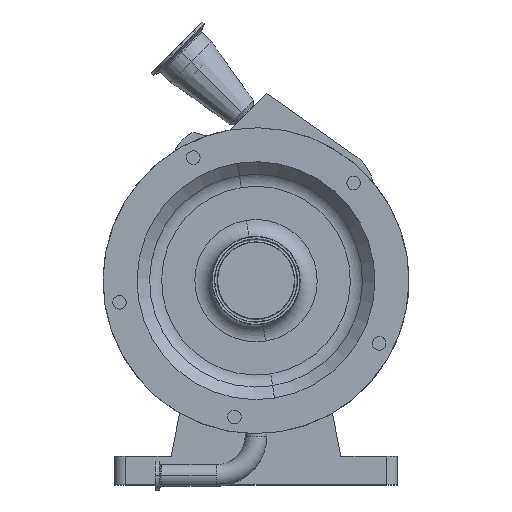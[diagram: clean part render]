
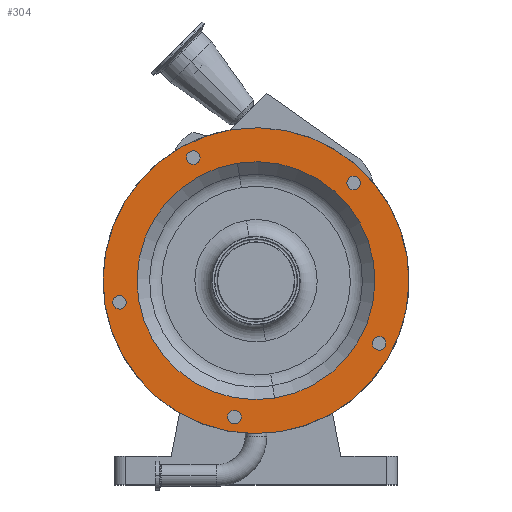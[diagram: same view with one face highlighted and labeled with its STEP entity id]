
A CAD part, top view. The second image highlights one B-rep face of the part: STEP entity #304.
In plain terms, the highlighted planar face has unit normal (0, 0, 1).
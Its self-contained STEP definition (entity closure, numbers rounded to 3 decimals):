
#31 = CARTESIAN_POINT ( 'NONE',  ( 90.51, 82.024, 200. ) ) ;
#34 = CARTESIAN_POINT ( 'NONE',  ( -60.733, 105.979, 200. ) ) ;
#122 = EDGE_LOOP ( 'NONE', ( #349, #356 ) ) ;
#241 = EDGE_CURVE ( 'NONE', #2562, #2481, #8653, .T. ) ;
#269 = EDGE_CURVE ( 'NONE', #2558, #2594, #8708, .T. ) ;
#272 = EDGE_CURVE ( 'NONE', #2556, #2557, #8727, .T. ) ;
#295 = ORIENTED_EDGE ( 'NONE', *, *, #2433, .F. ) ;
#296 = EDGE_CURVE ( 'NONE', #2458, #2399, #8764, .T. ) ;
#297 = EDGE_LOOP ( 'NONE', ( #368, #299 ) ) ;
#298 = ORIENTED_EDGE ( 'NONE', *, *, #241, .F. ) ;
#299 = ORIENTED_EDGE ( 'NONE', *, *, #2603, .F. ) ;
#303 = EDGE_LOOP ( 'NONE', ( #334, #295 ) ) ;
#304 = ADVANCED_FACE ( 'NONE', ( #8857, #8856, #8871, #8869, #8860, #8870, #8849 ), #8861, .F. ) ;
#305 = ORIENTED_EDGE ( 'NONE', *, *, #2573, .F. ) ;
#306 = EDGE_LOOP ( 'NONE', ( #366, #375 ) ) ;
#316 = ORIENTED_EDGE ( 'NONE', *, *, #272, .F. ) ;
#323 = EDGE_CURVE ( 'NONE', #2425, #2446, #8807, .T. ) ;
#330 = ORIENTED_EDGE ( 'NONE', *, *, #357, .T. ) ;
#331 = ORIENTED_EDGE ( 'NONE', *, *, #2285, .T. ) ;
#334 = ORIENTED_EDGE ( 'NONE', *, *, #323, .F. ) ;
#338 = EDGE_LOOP ( 'NONE', ( #298, #305 ) ) ;
#349 = ORIENTED_EDGE ( 'NONE', *, *, #269, .F. ) ;
#351 = EDGE_CURVE ( 'NONE', #2604, #2439, #8971, .T. ) ;
#353 = EDGE_LOOP ( 'NONE', ( #316, #365 ) ) ;
#356 = ORIENTED_EDGE ( 'NONE', *, *, #2553, .F. ) ;
#357 = EDGE_CURVE ( 'NONE', #2082, #2304, #9563, .T. ) ;
#359 = EDGE_LOOP ( 'NONE', ( #331, #330 ) ) ;
#365 = ORIENTED_EDGE ( 'NONE', *, *, #2526, .F. ) ;
#366 = ORIENTED_EDGE ( 'NONE', *, *, #296, .F. ) ;
#368 = ORIENTED_EDGE ( 'NONE', *, *, #351, .F. ) ;
#375 = ORIENTED_EDGE ( 'NONE', *, *, #2392, .F. ) ;
#2082 = VERTEX_POINT ( 'NONE', #8182 ) ;
#2285 = EDGE_CURVE ( 'NONE', #2304, #2082, #8295, .T. ) ;
#2304 = VERTEX_POINT ( 'NONE', #8253 ) ;
#2392 = EDGE_CURVE ( 'NONE', #2399, #2458, #9673, .T. ) ;
#2399 = VERTEX_POINT ( 'NONE', #34 ) ;
#2425 = VERTEX_POINT ( 'NONE', #31 ) ;
#2433 = EDGE_CURVE ( 'NONE', #2446, #2425, #8900, .T. ) ;
#2439 = VERTEX_POINT ( 'NONE', #8901 ) ;
#2446 = VERTEX_POINT ( 'NONE', #8888 ) ;
#2458 = VERTEX_POINT ( 'NONE', #9183 ) ;
#2481 = VERTEX_POINT ( 'NONE', #9344 ) ;
#2526 = EDGE_CURVE ( 'NONE', #2557, #2556, #5650, .T. ) ;
#2553 = EDGE_CURVE ( 'NONE', #2594, #2558, #5778, .T. ) ;
#2556 = VERTEX_POINT ( 'NONE', #5765 ) ;
#2557 = VERTEX_POINT ( 'NONE', #5762 ) ;
#2558 = VERTEX_POINT ( 'NONE', #5766 ) ;
#2562 = VERTEX_POINT ( 'NONE', #5779 ) ;
#2573 = EDGE_CURVE ( 'NONE', #2481, #2562, #5689, .T. ) ;
#2594 = VERTEX_POINT ( 'NONE', #5833 ) ;
#2603 = EDGE_CURVE ( 'NONE', #2439, #2604, #5647, .T. ) ;
#2604 = VERTEX_POINT ( 'NONE', #5786 ) ;
#5646 = DIRECTION ( 'NONE',  ( -0.156, 0.988, 0. ) ) ;
#5647 = CIRCLE ( 'NONE', #5667, 6. ) ;
#5649 = DIRECTION ( 'NONE',  ( 0., 0., 1. ) ) ;
#5650 = CIRCLE ( 'NONE', #5656, 105. ) ;
#5656 = AXIS2_PLACEMENT_3D ( 'NONE', #5657, #5649, #5646 ) ;
#5657 = CARTESIAN_POINT ( 'NONE',  ( 0., 0., 200. ) ) ;
#5665 = CARTESIAN_POINT ( 'NONE',  ( 108.703, -55.387, 200. ) ) ;
#5667 = AXIS2_PLACEMENT_3D ( 'NONE', #5665, #5713, #5707 ) ;
#5680 = DIRECTION ( 'NONE',  ( -0.988, 0.156, 0. ) ) ;
#5686 = AXIS2_PLACEMENT_3D ( 'NONE', #5694, #5693, #5680 ) ;
#5689 = CIRCLE ( 'NONE', #5686, 6. ) ;
#5693 = DIRECTION ( 'NONE',  ( 0., 0., 1. ) ) ;
#5694 = CARTESIAN_POINT ( 'NONE',  ( -19.085, -120.498, 200. ) ) ;
#5707 = DIRECTION ( 'NONE',  ( -0.454, -0.891, 0. ) ) ;
#5713 = DIRECTION ( 'NONE',  ( 0., 0., 1. ) ) ;
#5754 = CARTESIAN_POINT ( 'NONE',  ( -120.498, -19.085, 200. ) ) ;
#5760 = DIRECTION ( 'NONE',  ( -0.156, 0.988, 0. ) ) ;
#5762 = CARTESIAN_POINT ( 'NONE',  ( 16.426, -103.707, 200. ) ) ;
#5765 = CARTESIAN_POINT ( 'NONE',  ( -16.426, 103.707, 200. ) ) ;
#5766 = CARTESIAN_POINT ( 'NONE',  ( -121.437, -13.159, 200. ) ) ;
#5768 = DIRECTION ( 'NONE',  ( 0., 0., 1. ) ) ;
#5778 = CIRCLE ( 'NONE', #5784, 6. ) ;
#5779 = CARTESIAN_POINT ( 'NONE',  ( -25.011, -119.559, 200. ) ) ;
#5784 = AXIS2_PLACEMENT_3D ( 'NONE', #5754, #5768, #5760 ) ;
#5786 = CARTESIAN_POINT ( 'NONE',  ( 105.979, -60.733, 200. ) ) ;
#5833 = CARTESIAN_POINT ( 'NONE',  ( -119.559, -25.011, 200. ) ) ;
#8182 = CARTESIAN_POINT ( 'NONE',  ( 21.119, -133.338, 200. ) ) ;
#8253 = CARTESIAN_POINT ( 'NONE',  ( -21.119, 133.338, 200. ) ) ;
#8283 = DIRECTION ( 'NONE',  ( -0.156, 0.988, 0. ) ) ;
#8284 = DIRECTION ( 'NONE',  ( 0., 0., 1. ) ) ;
#8287 = CARTESIAN_POINT ( 'NONE',  ( 0., 0., 200. ) ) ;
#8295 = CIRCLE ( 'NONE', #8300, 135. ) ;
#8300 = AXIS2_PLACEMENT_3D ( 'NONE', #8287, #8284, #8283 ) ;
#8646 = DIRECTION ( 'NONE',  ( -0.988, 0.156, 0. ) ) ;
#8647 = DIRECTION ( 'NONE',  ( 0., 0., 1. ) ) ;
#8652 = AXIS2_PLACEMENT_3D ( 'NONE', #8654, #8647, #8646 ) ;
#8653 = CIRCLE ( 'NONE', #8652, 6. ) ;
#8654 = CARTESIAN_POINT ( 'NONE',  ( -19.085, -120.498, 200. ) ) ;
#8706 = CARTESIAN_POINT ( 'NONE',  ( -120.498, -19.085, 200. ) ) ;
#8707 = DIRECTION ( 'NONE',  ( 0., 0., 1. ) ) ;
#8708 = CIRCLE ( 'NONE', #8725, 6. ) ;
#8716 = DIRECTION ( 'NONE',  ( -0.156, 0.988, 0. ) ) ;
#8718 = AXIS2_PLACEMENT_3D ( 'NONE', #8721, #8731, #8746 ) ;
#8721 = CARTESIAN_POINT ( 'NONE',  ( 0., 0., 200. ) ) ;
#8725 = AXIS2_PLACEMENT_3D ( 'NONE', #8706, #8707, #8716 ) ;
#8727 = CIRCLE ( 'NONE', #8718, 105. ) ;
#8731 = DIRECTION ( 'NONE',  ( 0., 0., 1. ) ) ;
#8744 = DIRECTION ( 'NONE',  ( 0.707, -0.707, 0. ) ) ;
#8746 = DIRECTION ( 'NONE',  ( -0.156, 0.988, 0. ) ) ;
#8764 = CIRCLE ( 'NONE', #8804, 6. ) ;
#8775 = DIRECTION ( 'NONE',  ( 0., 0., 1. ) ) ;
#8783 = DIRECTION ( 'NONE',  ( 0.891, 0.454, 0. ) ) ;
#8786 = CARTESIAN_POINT ( 'NONE',  ( -55.387, 108.703, 200. ) ) ;
#8804 = AXIS2_PLACEMENT_3D ( 'NONE', #8786, #8775, #8783 ) ;
#8807 = CIRCLE ( 'NONE', #8840, 6. ) ;
#8817 = DIRECTION ( 'NONE',  ( 0.707, -0.707, 0. ) ) ;
#8831 = CARTESIAN_POINT ( 'NONE',  ( 86.267, 86.267, 200. ) ) ;
#8835 = DIRECTION ( 'NONE',  ( 0., 0., 1. ) ) ;
#8840 = AXIS2_PLACEMENT_3D ( 'NONE', #8831, #8835, #8817 ) ;
#8843 = CARTESIAN_POINT ( 'NONE',  ( -38.52, -6.101, 200. ) ) ;
#8848 = AXIS2_PLACEMENT_3D ( 'NONE', #8843, #8866, #8865 ) ;
#8849 = FACE_BOUND ( 'NONE', #353, .T. ) ;
#8856 = FACE_BOUND ( 'NONE', #303, .T. ) ;
#8857 = FACE_BOUND ( 'NONE', #306, .T. ) ;
#8860 = FACE_BOUND ( 'NONE', #122, .T. ) ;
#8861 = PLANE ( 'NONE',  #8848 ) ;
#8865 = DIRECTION ( 'NONE',  ( 0.156, -0.988, 0. ) ) ;
#8866 = DIRECTION ( 'NONE',  ( 0., 0., -1. ) ) ;
#8869 = FACE_BOUND ( 'NONE', #338, .T. ) ;
#8870 = FACE_OUTER_BOUND ( 'NONE', #359, .T. ) ;
#8871 = FACE_BOUND ( 'NONE', #297, .T. ) ;
#8885 = DIRECTION ( 'NONE',  ( 0., 0., 1. ) ) ;
#8888 = CARTESIAN_POINT ( 'NONE',  ( 82.024, 90.51, 200. ) ) ;
#8900 = CIRCLE ( 'NONE', #8988, 6. ) ;
#8901 = CARTESIAN_POINT ( 'NONE',  ( 111.427, -50.041, 200. ) ) ;
#8944 = AXIS2_PLACEMENT_3D ( 'NONE', #8974, #8952, #8951 ) ;
#8951 = DIRECTION ( 'NONE',  ( -0.454, -0.891, 0. ) ) ;
#8952 = DIRECTION ( 'NONE',  ( 0., 0., 1. ) ) ;
#8958 = CARTESIAN_POINT ( 'NONE',  ( 86.267, 86.267, 200. ) ) ;
#8971 = CIRCLE ( 'NONE', #8944, 6. ) ;
#8974 = CARTESIAN_POINT ( 'NONE',  ( 108.703, -55.387, 200. ) ) ;
#8988 = AXIS2_PLACEMENT_3D ( 'NONE', #8958, #8885, #8744 ) ;
#9183 = CARTESIAN_POINT ( 'NONE',  ( -50.041, 111.427, 200. ) ) ;
#9344 = CARTESIAN_POINT ( 'NONE',  ( -13.159, -121.437, 200. ) ) ;
#9558 = DIRECTION ( 'NONE',  ( -0.156, 0.988, 0. ) ) ;
#9559 = DIRECTION ( 'NONE',  ( 0., 0., 1. ) ) ;
#9560 = CARTESIAN_POINT ( 'NONE',  ( 0., 0., 200. ) ) ;
#9563 = CIRCLE ( 'NONE', #9574, 135. ) ;
#9574 = AXIS2_PLACEMENT_3D ( 'NONE', #9560, #9559, #9558 ) ;
#9673 = CIRCLE ( 'NONE', #9679, 6. ) ;
#9679 = AXIS2_PLACEMENT_3D ( 'NONE', #9682, #9681, #9680 ) ;
#9680 = DIRECTION ( 'NONE',  ( 0.891, 0.454, 0. ) ) ;
#9681 = DIRECTION ( 'NONE',  ( 0., 0., 1. ) ) ;
#9682 = CARTESIAN_POINT ( 'NONE',  ( -55.387, 108.703, 200. ) ) ;
